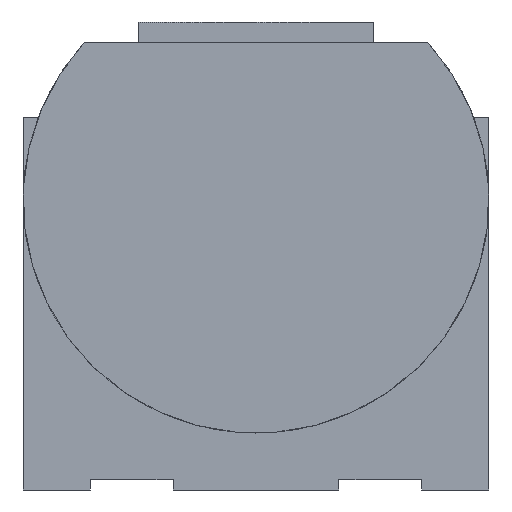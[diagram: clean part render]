
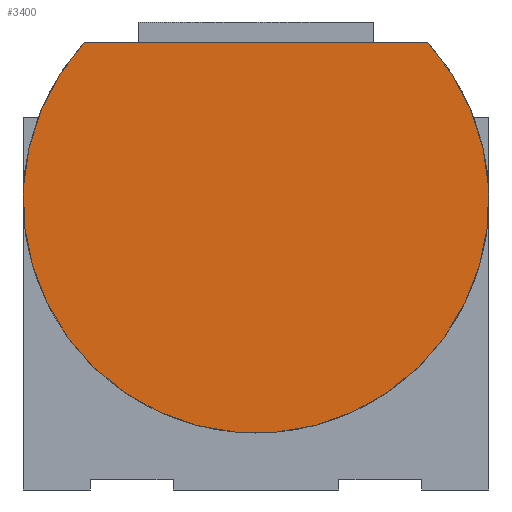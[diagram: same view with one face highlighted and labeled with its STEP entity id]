
A CAD part, front view. The second image highlights one B-rep face of the part: STEP entity #3400.
In plain terms, the highlighted face is planar.
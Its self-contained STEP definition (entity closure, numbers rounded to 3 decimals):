
#3160=CARTESIAN_POINT('',(0.,0.,-16.177));
#3170=DIRECTION('',(1.,-0.,0.));
#3180=DIRECTION('',(0.,0.,-1.));
#3190=AXIS2_PLACEMENT_3D('',#3160,#3170,#3180);
#3200=PLANE('',#3190);
#3210=CARTESIAN_POINT('',(0.,-8.29,
-25.604));
#3220=DIRECTION('',(0.,1.,0.));
#3230=VECTOR('',#3220,1.);
#3240=LINE('',#3210,#3230);
#3250=CARTESIAN_POINT('',(0.,-8.29,
-25.604));
#3260=VERTEX_POINT('',#3250);
#3270=CARTESIAN_POINT('',(0.,8.29,
-25.604));
#3280=VERTEX_POINT('',#3270);
#3290=EDGE_CURVE('',#3260,#3280,#3240,.T.);
#3300=ORIENTED_EDGE('',*,*,#3290,.F.);
#3310=CARTESIAN_POINT('',(0.,0.,-18.));
#3320=DIRECTION('',(-1.,0.,0.));
#3330=DIRECTION('',(0.,-0.737,-0.676));
#3340=AXIS2_PLACEMENT_3D('',#3310,#3320,#3330);
#3350=CIRCLE('',#3340,11.249);
#3360=EDGE_CURVE('',#3260,#3280,#3350,.T.);
#3370=ORIENTED_EDGE('',*,*,#3360,.T.);
#3380=EDGE_LOOP('',(#3370,#3300));
#3390=FACE_OUTER_BOUND('',#3380,.T.);
#3400=ADVANCED_FACE('',(#3390),#3200,.F.);
